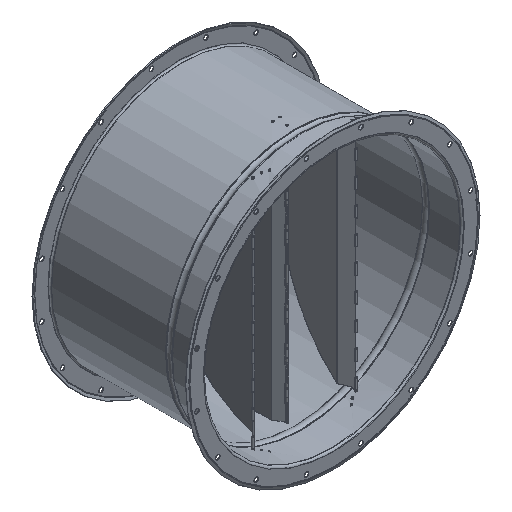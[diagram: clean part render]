
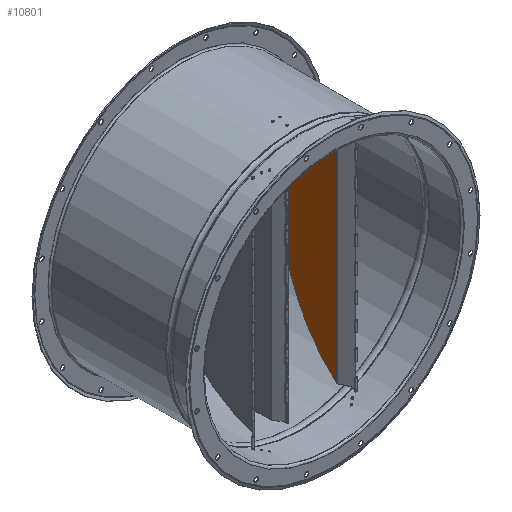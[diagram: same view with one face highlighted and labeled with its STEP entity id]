
A CAD part, isometric view. The second image highlights one B-rep face of the part: STEP entity #10801.
In plain terms, the highlighted face is planar.
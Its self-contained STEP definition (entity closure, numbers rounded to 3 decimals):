
#169 = CARTESIAN_POINT ( 'NONE',  ( 0., 0., 0. ) ) ;
#957 = CARTESIAN_POINT ( 'NONE',  ( 0., 0., 0. ) ) ;
#980 = EDGE_CURVE ( 'NONE', #8830, #10743, #9128, .T. ) ;
#1397 = EDGE_CURVE ( 'NONE', #10743, #8830, #8341, .T. ) ;
#1868 = PLANE ( 'NONE',  #1975 ) ;
#1904 = DIRECTION ( 'NONE',  ( 0., 0., 1. ) ) ;
#1975 = AXIS2_PLACEMENT_3D ( 'NONE', #169, #1904, #2720 ) ;
#2720 = DIRECTION ( 'NONE',  ( 1., 0., 0. ) ) ;
#3480 = CARTESIAN_POINT ( 'NONE',  ( -164., 309.765, 0. ) ) ;
#3854 = FACE_OUTER_BOUND ( 'NONE', #8912, .T. ) ;
#4731 = DIRECTION ( 'NONE',  ( 0., 1., 0. ) ) ;
#6318 = VECTOR ( 'NONE', #4731, 1000. ) ;
#6828 = DIRECTION ( 'NONE',  ( 1., 0., 0. ) ) ;
#7390 = ORIENTED_EDGE ( 'NONE', *, *, #1397, .T. ) ;
#7663 = AXIS2_PLACEMENT_3D ( 'NONE', #957, #7702, #6828 ) ;
#7702 = DIRECTION ( 'NONE',  ( 0., 0., 1. ) ) ;
#8103 = ORIENTED_EDGE ( 'NONE', *, *, #980, .T. ) ;
#8341 = CIRCLE ( 'NONE', #7663, 350.5 ) ;
#8830 = VERTEX_POINT ( 'NONE', #10150 ) ;
#8912 = EDGE_LOOP ( 'NONE', ( #7390, #8103 ) ) ;
#9128 = LINE ( 'NONE', #9860, #6318 ) ;
#9860 = CARTESIAN_POINT ( 'NONE',  ( -164., 309.765, 0. ) ) ;
#10150 = CARTESIAN_POINT ( 'NONE',  ( -164., -309.765, 0. ) ) ;
#10743 = VERTEX_POINT ( 'NONE', #3480 ) ;
#10801 = ADVANCED_FACE ( 'NONE', ( #3854 ), #1868, .T. ) ;
